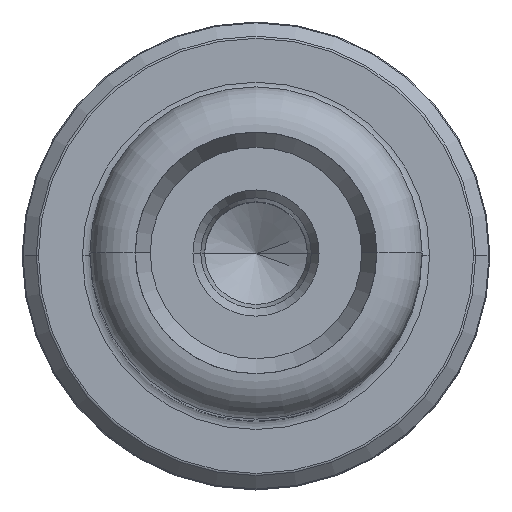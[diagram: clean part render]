
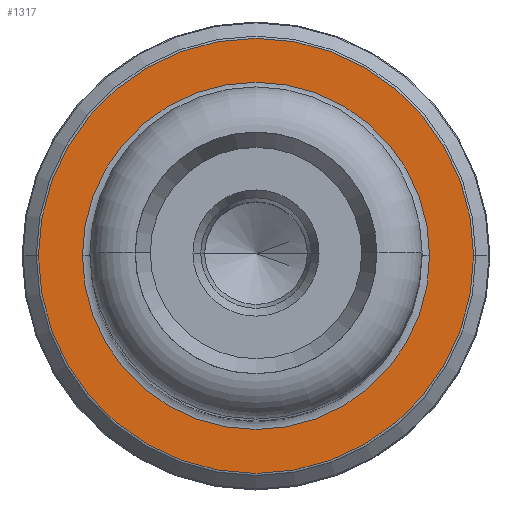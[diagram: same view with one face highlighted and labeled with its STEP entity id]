
A CAD part, top view. The second image highlights one B-rep face of the part: STEP entity #1317.
In plain terms, the highlighted planar face has unit normal (0, 0, 1).
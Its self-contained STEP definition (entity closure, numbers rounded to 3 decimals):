
#43 = CARTESIAN_POINT ( 'NONE',  ( 0., 0., 24. ) ) ;
#53 = FACE_OUTER_BOUND ( 'NONE', #2191, .T. ) ;
#80 = ORIENTED_EDGE ( 'NONE', *, *, #3709, .F. ) ;
#293 = DIRECTION ( 'NONE',  ( 0., 0., 1. ) ) ;
#391 = CIRCLE ( 'NONE', #949, 14.417 ) ;
#396 = EDGE_CURVE ( 'NONE', #994, #1016, #1383, .T. ) ;
#429 = VERTEX_POINT ( 'NONE', #2407 ) ;
#552 = AXIS2_PLACEMENT_3D ( 'NONE', #3224, #2333, #1420 ) ;
#572 = FACE_BOUND ( 'NONE', #1509, .T. ) ;
#618 = DIRECTION ( 'NONE',  ( 0., 0., 1. ) ) ;
#629 = PLANE ( 'NONE',  #996 ) ;
#946 = ORIENTED_EDGE ( 'NONE', *, *, #396, .T. ) ;
#949 = AXIS2_PLACEMENT_3D ( 'NONE', #2935, #293, #1483 ) ;
#994 = VERTEX_POINT ( 'NONE', #1871 ) ;
#996 = AXIS2_PLACEMENT_3D ( 'NONE', #1830, #1773, #2104 ) ;
#1016 = VERTEX_POINT ( 'NONE', #3155 ) ;
#1147 = AXIS2_PLACEMENT_3D ( 'NONE', #2059, #1733, #2115 ) ;
#1207 = DIRECTION ( 'NONE',  ( 1., 0., 0. ) ) ;
#1317 = ADVANCED_FACE ( 'NONE', ( #572, #53 ), #629, .T. ) ;
#1383 = CIRCLE ( 'NONE', #1705, 14.417 ) ;
#1420 = DIRECTION ( 'NONE',  ( -1., 0., 0. ) ) ;
#1483 = DIRECTION ( 'NONE',  ( 1., 0., 0. ) ) ;
#1509 = EDGE_LOOP ( 'NONE', ( #3551, #80 ) ) ;
#1539 = CARTESIAN_POINT ( 'NONE',  ( 11.503, 0., 24. ) ) ;
#1557 = CIRCLE ( 'NONE', #552, 11.503 ) ;
#1705 = AXIS2_PLACEMENT_3D ( 'NONE', #43, #618, #1207 ) ;
#1733 = DIRECTION ( 'NONE',  ( 0., 0., 1. ) ) ;
#1773 = DIRECTION ( 'NONE',  ( 0., 0., 1. ) ) ;
#1781 = CIRCLE ( 'NONE', #1147, 11.503 ) ;
#1830 = CARTESIAN_POINT ( 'NONE',  ( 0., 0., 24. ) ) ;
#1871 = CARTESIAN_POINT ( 'NONE',  ( -14.417, 0., 24. ) ) ;
#2059 = CARTESIAN_POINT ( 'NONE',  ( 0., 0., 24. ) ) ;
#2104 = DIRECTION ( 'NONE',  ( 1., 0., 0. ) ) ;
#2115 = DIRECTION ( 'NONE',  ( -1., 0., 0. ) ) ;
#2191 = EDGE_LOOP ( 'NONE', ( #3502, #946 ) ) ;
#2333 = DIRECTION ( 'NONE',  ( 0., 0., 1. ) ) ;
#2407 = CARTESIAN_POINT ( 'NONE',  ( -11.503, 0., 24. ) ) ;
#2651 = VERTEX_POINT ( 'NONE', #1539 ) ;
#2780 = EDGE_CURVE ( 'NONE', #429, #2651, #1781, .T. ) ;
#2935 = CARTESIAN_POINT ( 'NONE',  ( 0., 0., 24. ) ) ;
#3155 = CARTESIAN_POINT ( 'NONE',  ( 14.417, 0., 24. ) ) ;
#3161 = EDGE_CURVE ( 'NONE', #1016, #994, #391, .T. ) ;
#3224 = CARTESIAN_POINT ( 'NONE',  ( 0., 0., 24. ) ) ;
#3502 = ORIENTED_EDGE ( 'NONE', *, *, #3161, .T. ) ;
#3551 = ORIENTED_EDGE ( 'NONE', *, *, #2780, .F. ) ;
#3709 = EDGE_CURVE ( 'NONE', #2651, #429, #1557, .T. ) ;
